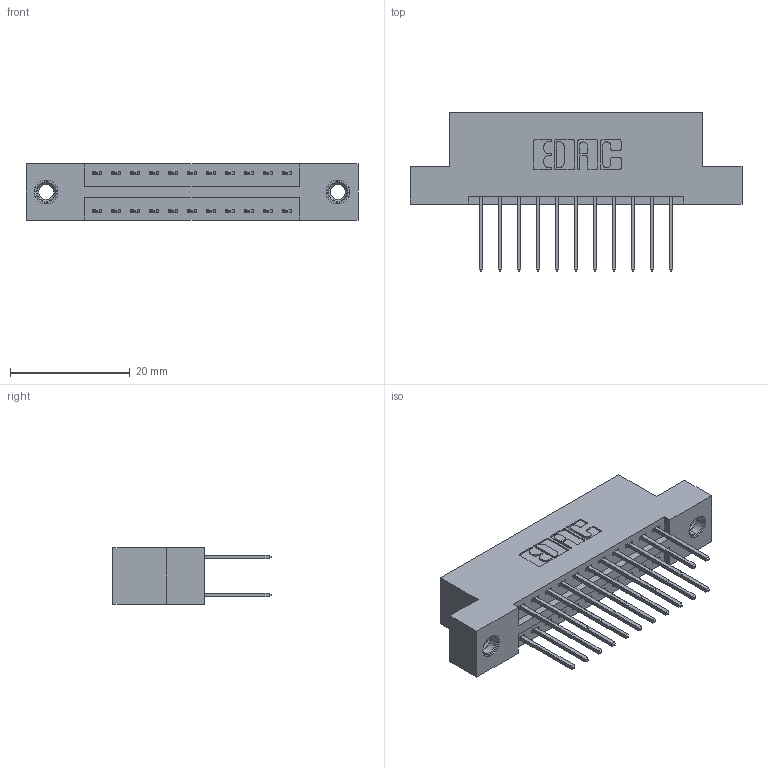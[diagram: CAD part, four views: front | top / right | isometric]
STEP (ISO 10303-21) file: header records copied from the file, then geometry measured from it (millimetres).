
FILE_DESCRIPTION (( 'STEP AP203' ), '1' );
FILE_NAME ('396-022-522-207.STEP', '2018-09-01T09:04:40', ( '' ), ( '' ), 'SwSTEP 2.0', 'SolidWorks 2016', '' );
FILE_SCHEMA (( 'CONFIG_CONTROL_DESIGN' ));
Length unit declared in the file: inch
Products named in the file (4): 346 Part_Flush Mounting Lugs - 0.156 Dia-TI; 345-292-001_345-293-122; 345-250-001_345-250-005-103; 396-022-522-207
Assembly tree (25 placements, depth 2):
  396-022-522-207
    346 Part_Flush Mounting Lugs - 0.156 Dia-TI
    345-292-001_345-293-122  x22
    345-250-001_345-250-005-103  x2
Bounding box: 55.5 x 26.42 x 9.4 mm (x, y, z)
Volume: 5213.9 mm3; surface area: 6974.7 mm2
Topology: 25 solids, 25 shells, 1326 faces, 3875 edges, 2546 vertices
Faces by surface type: plane 878, cylinder 432, cone 12, torus 4
Entity records: 12556 total; most frequent: CARTESIAN_POINT 2095, ORIENTED_EDGE 2022, DIRECTION 1925, EDGE_CURVE 1011, LINE 815, VECTOR 815, VERTEX_POINT 668, AXIS2_PLACEMENT_3D 555
